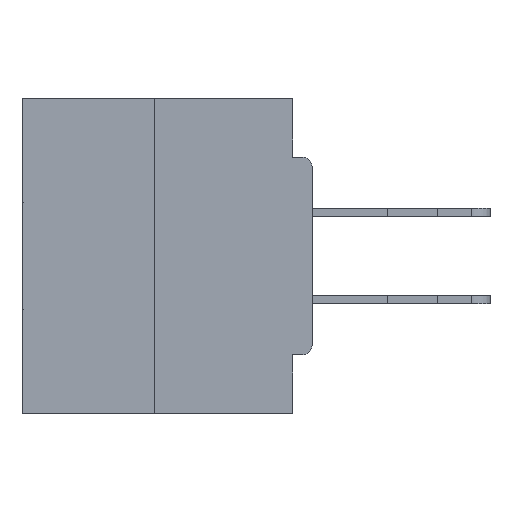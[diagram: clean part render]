
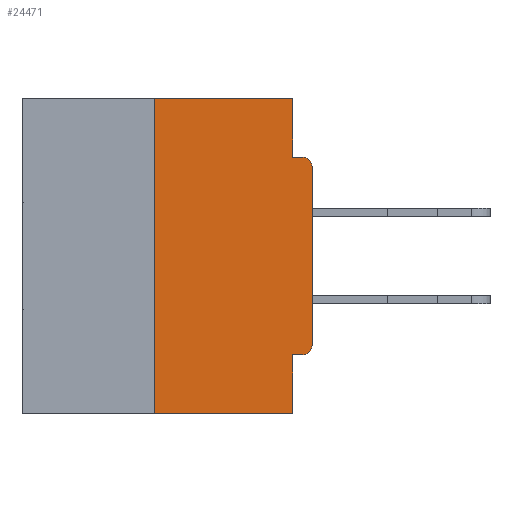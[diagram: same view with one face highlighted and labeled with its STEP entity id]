
A CAD part, left-side view. The second image highlights one B-rep face of the part: STEP entity #24471.
In plain terms, the highlighted planar face has unit normal (-1, 0, 0).
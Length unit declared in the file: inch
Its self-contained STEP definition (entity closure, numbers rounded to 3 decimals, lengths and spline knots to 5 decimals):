
#954 = VECTOR ( 'NONE', #33455, 39.37008 ) ;
#1609 = EDGE_CURVE ( 'NONE', #37345, #25257, #19125, .T. ) ;
#1877 = DIRECTION ( 'NONE',  ( 0., 0., -1. ) ) ;
#2216 = VERTEX_POINT ( 'NONE', #34631 ) ;
#2233 = CARTESIAN_POINT ( 'NONE',  ( 0., 0.031, 0. ) ) ;
#3305 = CARTESIAN_POINT ( 'NONE',  ( 0., 0., 0. ) ) ;
#3740 = AXIS2_PLACEMENT_3D ( 'NONE', #22723, #19833, #1877 ) ;
#3849 = VECTOR ( 'NONE', #13642, 39.37008 ) ;
#4105 = CARTESIAN_POINT ( 'NONE',  ( 0., 0.25, -0.5 ) ) ;
#4529 = ORIENTED_EDGE ( 'NONE', *, *, #29742, .F. ) ;
#5351 = CIRCLE ( 'NONE', #3740, 0.015 ) ;
#5449 = ORIENTED_EDGE ( 'NONE', *, *, #11563, .T. ) ;
#5713 = AXIS2_PLACEMENT_3D ( 'NONE', #31432, #34466, #19322 ) ;
#5960 = DIRECTION ( 'NONE',  ( 0., 0., 1. ) ) ;
#6769 = VERTEX_POINT ( 'NONE', #32950 ) ;
#7149 = VERTEX_POINT ( 'NONE', #7986 ) ;
#7346 = ORIENTED_EDGE ( 'NONE', *, *, #18088, .F. ) ;
#7439 = EDGE_CURVE ( 'NONE', #25257, #30776, #5351, .T. ) ;
#7986 = CARTESIAN_POINT ( 'NONE',  ( 0., 0.031, -0.0935 ) ) ;
#8295 = ORIENTED_EDGE ( 'NONE', *, *, #29554, .F. ) ;
#8737 = ORIENTED_EDGE ( 'NONE', *, *, #12884, .T. ) ;
#8945 = LINE ( 'NONE', #31806, #13606 ) ;
#9401 = CARTESIAN_POINT ( 'NONE',  ( 0., 0.46, 0. ) ) ;
#9855 = ORIENTED_EDGE ( 'NONE', *, *, #10041, .F. ) ;
#10041 = EDGE_CURVE ( 'NONE', #22627, #2216, #21628, .T. ) ;
#11563 = EDGE_CURVE ( 'NONE', #17368, #37345, #21007, .T. ) ;
#11818 = VECTOR ( 'NONE', #27101, 39.37008 ) ;
#11952 = CARTESIAN_POINT ( 'NONE',  ( 0., 0.031, -0.5 ) ) ;
#12685 = LINE ( 'NONE', #9401, #38401 ) ;
#12776 = DIRECTION ( 'NONE',  ( -1., 0., 0. ) ) ;
#12846 = CARTESIAN_POINT ( 'NONE',  ( 0., 0., -0.1085 ) ) ;
#12884 = EDGE_CURVE ( 'NONE', #22627, #35202, #8945, .T. ) ;
#12935 = ORIENTED_EDGE ( 'NONE', *, *, #7439, .T. ) ;
#13606 = VECTOR ( 'NONE', #34985, 39.37008 ) ;
#13642 = DIRECTION ( 'NONE',  ( 0., 0., -1. ) ) ;
#14799 = ORIENTED_EDGE ( 'NONE', *, *, #29988, .F. ) ;
#14816 = CARTESIAN_POINT ( 'NONE',  ( 0., 0., -0.0935 ) ) ;
#15487 = DIRECTION ( 'NONE',  ( 0., 0., 1. ) ) ;
#15875 = ORIENTED_EDGE ( 'NONE', *, *, #24332, .F. ) ;
#16165 = LINE ( 'NONE', #38599, #33907 ) ;
#16359 = ORIENTED_EDGE ( 'NONE', *, *, #1609, .T. ) ;
#16776 = VECTOR ( 'NONE', #15487, 39.37008 ) ;
#17368 = VERTEX_POINT ( 'NONE', #33777 ) ;
#18088 = EDGE_CURVE ( 'NONE', #18746, #35202, #32847, .T. ) ;
#18692 = DIRECTION ( 'NONE',  ( 0., -1., 0. ) ) ;
#18746 = VERTEX_POINT ( 'NONE', #25528 ) ;
#19062 = CARTESIAN_POINT ( 'NONE',  ( 0., 0.015, -0.0935 ) ) ;
#19125 = LINE ( 'NONE', #3305, #16776 ) ;
#19322 = DIRECTION ( 'NONE',  ( 0., 0., -1. ) ) ;
#19833 = DIRECTION ( 'NONE',  ( -1., 0., 0. ) ) ;
#20655 = VECTOR ( 'NONE', #5960, 39.37008 ) ;
#21007 = CIRCLE ( 'NONE', #28155, 0.015 ) ;
#21628 = LINE ( 'NONE', #26759, #20655 ) ;
#22551 = EDGE_LOOP ( 'NONE', ( #4529, #9855, #8737, #7346, #15875, #5449, #16359, #12935, #14799, #8295 ) ) ;
#22627 = VERTEX_POINT ( 'NONE', #4105 ) ;
#22723 = CARTESIAN_POINT ( 'NONE',  ( 0., 0.015, -0.1085 ) ) ;
#24332 = EDGE_CURVE ( 'NONE', #17368, #18746, #16165, .T. ) ;
#24471 = ADVANCED_FACE ( 'NONE', ( #29225 ), #25590, .F. ) ;
#25257 = VERTEX_POINT ( 'NONE', #12846 ) ;
#25528 = CARTESIAN_POINT ( 'NONE',  ( 0., 0.031, -0.4065 ) ) ;
#25590 = PLANE ( 'NONE',  #5713 ) ;
#26759 = CARTESIAN_POINT ( 'NONE',  ( 0., 0.25, 0. ) ) ;
#27101 = DIRECTION ( 'NONE',  ( 0., 0., -1. ) ) ;
#28155 = AXIS2_PLACEMENT_3D ( 'NONE', #30670, #12776, #36957 ) ;
#29225 = FACE_OUTER_BOUND ( 'NONE', #22551, .T. ) ;
#29554 = EDGE_CURVE ( 'NONE', #6769, #7149, #30509, .T. ) ;
#29683 = CARTESIAN_POINT ( 'NONE',  ( 0., 0.031, -0.5 ) ) ;
#29742 = EDGE_CURVE ( 'NONE', #2216, #6769, #12685, .T. ) ;
#29988 = EDGE_CURVE ( 'NONE', #7149, #30776, #38362, .T. ) ;
#30509 = LINE ( 'NONE', #2233, #3849 ) ;
#30670 = CARTESIAN_POINT ( 'NONE',  ( 0., 0.015, -0.3915 ) ) ;
#30776 = VERTEX_POINT ( 'NONE', #19062 ) ;
#31432 = CARTESIAN_POINT ( 'NONE',  ( 0., 0.46, 0. ) ) ;
#31806 = CARTESIAN_POINT ( 'NONE',  ( 0., 0.46, -0.5 ) ) ;
#32803 = DIRECTION ( 'NONE',  ( 0., 1., 0. ) ) ;
#32847 = LINE ( 'NONE', #29683, #11818 ) ;
#32950 = CARTESIAN_POINT ( 'NONE',  ( 0., 0.031, 0. ) ) ;
#33455 = DIRECTION ( 'NONE',  ( 0., -1., 0. ) ) ;
#33777 = CARTESIAN_POINT ( 'NONE',  ( 0., 0.015, -0.4065 ) ) ;
#33907 = VECTOR ( 'NONE', #32803, 39.37008 ) ;
#34466 = DIRECTION ( 'NONE',  ( 1., 0., 0. ) ) ;
#34631 = CARTESIAN_POINT ( 'NONE',  ( 0., 0.25, 0. ) ) ;
#34985 = DIRECTION ( 'NONE',  ( 0., -1., 0. ) ) ;
#35202 = VERTEX_POINT ( 'NONE', #11952 ) ;
#35693 = CARTESIAN_POINT ( 'NONE',  ( 0., 0., -0.3915 ) ) ;
#36957 = DIRECTION ( 'NONE',  ( 0., 0., -1. ) ) ;
#37345 = VERTEX_POINT ( 'NONE', #35693 ) ;
#38362 = LINE ( 'NONE', #14816, #954 ) ;
#38401 = VECTOR ( 'NONE', #18692, 39.37008 ) ;
#38599 = CARTESIAN_POINT ( 'NONE',  ( 0., 0., -0.4065 ) ) ;
